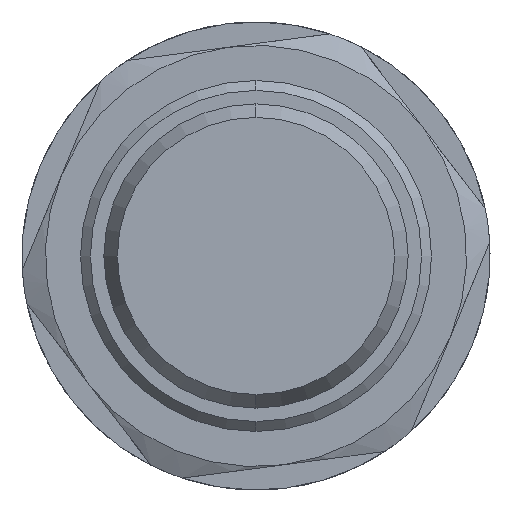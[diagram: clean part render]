
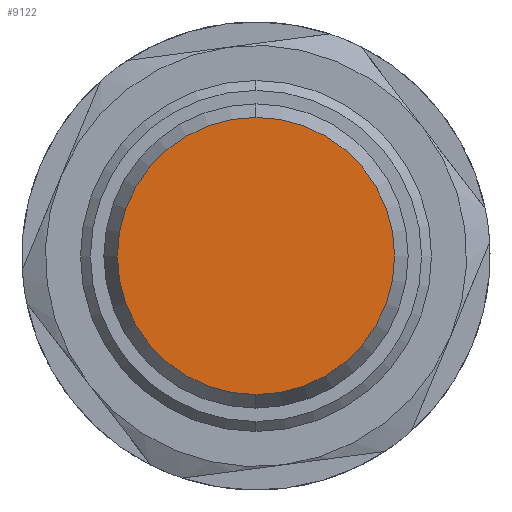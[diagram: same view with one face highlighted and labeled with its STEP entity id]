
A CAD part, left-side view. The second image highlights one B-rep face of the part: STEP entity #9122.
In plain terms, the highlighted face is planar.
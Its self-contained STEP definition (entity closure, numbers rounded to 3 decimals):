
#1135 = VERTEX_POINT ( 'NONE', #12702 ) ;
#1509 = EDGE_CURVE ( 'NONE', #1135, #1572, #12701, .T. ) ;
#1572 = VERTEX_POINT ( 'NONE', #12691 ) ;
#6552 = ORIENTED_EDGE ( 'NONE', *, *, #1509, .T. ) ;
#6800 = EDGE_CURVE ( 'NONE', #1572, #1135, #12761, .T. ) ;
#7228 = ORIENTED_EDGE ( 'NONE', *, *, #6800, .T. ) ;
#7591 = EDGE_LOOP ( 'NONE', ( #7228, #6552 ) ) ;
#9122 = ADVANCED_FACE ( 'NONE', ( #13063 ), #13062, .T. ) ;
#12691 = CARTESIAN_POINT ( 'NONE',  ( -11.845, 0., 5. ) ) ;
#12697 = DIRECTION ( 'NONE',  ( 1., 0., 0. ) ) ;
#12698 = DIRECTION ( 'NONE',  ( 0., 0., 1. ) ) ;
#12699 = CARTESIAN_POINT ( 'NONE',  ( 0., 0., 5. ) ) ;
#12700 = AXIS2_PLACEMENT_3D ( 'NONE', #12699, #12698, #12697 ) ;
#12701 = CIRCLE ( 'NONE', #12700, 11.845 ) ;
#12702 = CARTESIAN_POINT ( 'NONE',  ( 11.845, 0., 5. ) ) ;
#12723 = CARTESIAN_POINT ( 'NONE',  ( 0., 0., 5. ) ) ;
#12758 = DIRECTION ( 'NONE',  ( 1., 0., 0. ) ) ;
#12759 = DIRECTION ( 'NONE',  ( 0., 0., 1. ) ) ;
#12760 = AXIS2_PLACEMENT_3D ( 'NONE', #12723, #12759, #12758 ) ;
#12761 = CIRCLE ( 'NONE', #12760, 11.845 ) ;
#13058 = DIRECTION ( 'NONE',  ( 1., 0., 0. ) ) ;
#13059 = DIRECTION ( 'NONE',  ( 0., 0., 1. ) ) ;
#13060 = CARTESIAN_POINT ( 'NONE',  ( 0., 0., 5. ) ) ;
#13061 = AXIS2_PLACEMENT_3D ( 'NONE', #13060, #13059, #13058 ) ;
#13062 = PLANE ( 'NONE',  #13061 ) ;
#13063 = FACE_OUTER_BOUND ( 'NONE', #7591, .T. ) ;
